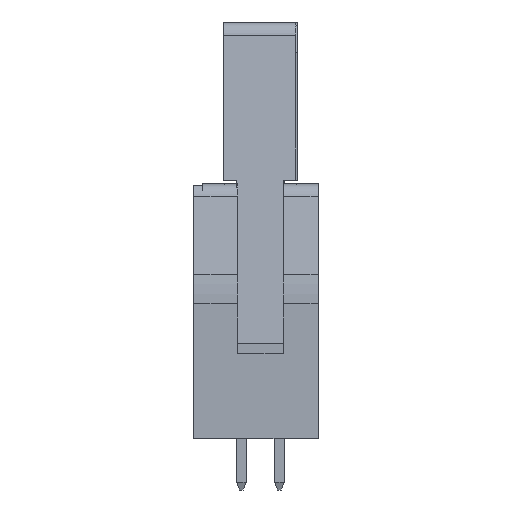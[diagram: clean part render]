
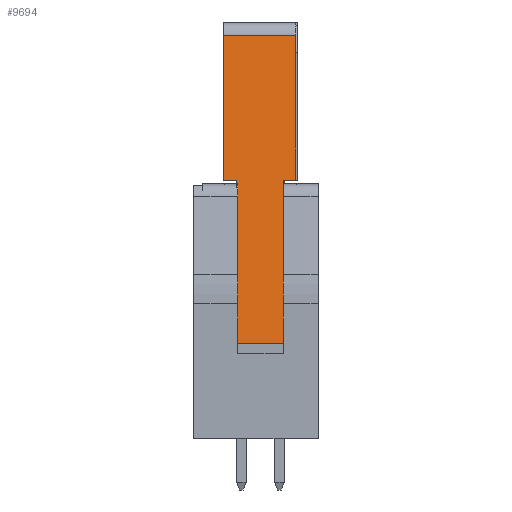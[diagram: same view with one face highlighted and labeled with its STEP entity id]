
A CAD part, left-side view. The second image highlights one B-rep face of the part: STEP entity #9694.
In plain terms, the highlighted face is planar.
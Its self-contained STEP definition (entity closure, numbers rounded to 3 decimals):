
#2800=ORIENTED_EDGE('',*,*,#4301,.T.);
#2801=ORIENTED_EDGE('',*,*,#4302,.F.);
#2802=ORIENTED_EDGE('',*,*,#4303,.T.);
#2803=ORIENTED_EDGE('',*,*,#4304,.T.);
#2804=ORIENTED_EDGE('',*,*,#4305,.F.);
#2805=ORIENTED_EDGE('',*,*,#4306,.F.);
#2806=ORIENTED_EDGE('',*,*,#4307,.T.);
#2807=ORIENTED_EDGE('',*,*,#4308,.F.);
#4301=EDGE_CURVE('',#5256,#5257,#6525,.T.);
#4302=EDGE_CURVE('',#5258,#5257,#6526,.T.);
#4303=EDGE_CURVE('',#5258,#5259,#6527,.F.);
#4304=EDGE_CURVE('',#5259,#5260,#6528,.T.);
#4305=EDGE_CURVE('',#5261,#5260,#6529,.T.);
#4306=EDGE_CURVE('',#5262,#5261,#6530,.T.);
#4307=EDGE_CURVE('',#5262,#5263,#6531,.T.);
#4308=EDGE_CURVE('',#5256,#5263,#6532,.T.);
#5256=VERTEX_POINT('',#15146);
#5257=VERTEX_POINT('',#15147);
#5258=VERTEX_POINT('',#15149);
#5259=VERTEX_POINT('',#15151);
#5260=VERTEX_POINT('',#15153);
#5261=VERTEX_POINT('',#15155);
#5262=VERTEX_POINT('',#15157);
#5263=VERTEX_POINT('',#15159);
#6525=LINE('',#15145,#7823);
#6526=LINE('',#15148,#7824);
#6527=LINE('',#15150,#7825);
#6528=LINE('',#15152,#7826);
#6529=LINE('',#15154,#7827);
#6530=LINE('',#15156,#7828);
#6531=LINE('',#15158,#7829);
#6532=LINE('',#15160,#7830);
#7823=VECTOR('',#12352,1000.);
#7824=VECTOR('',#12353,1000.);
#7825=VECTOR('',#12354,1000.);
#7826=VECTOR('',#12355,1000.);
#7827=VECTOR('',#12356,1000.);
#7828=VECTOR('',#12357,1000.);
#7829=VECTOR('',#12358,1000.);
#7830=VECTOR('',#12359,1000.);
#8368=EDGE_LOOP('',(#2800,#2801,#2802,#2803,#2804,#2805,#2806,#2807));
#8870=FACE_BOUND('',#8368,.T.);
#9282=PLANE('',#10205);
#9694=ADVANCED_FACE('',(#8870),#9282,.T.);
#10205=AXIS2_PLACEMENT_3D('',#15144,#12350,#12351);
#12350=DIRECTION('',(0.993,0.,0.117));
#12351=DIRECTION('',(0.117,0.,-0.993));
#12352=DIRECTION('',(0.,1.,0.));
#12353=DIRECTION('',(0.117,0.,-0.993));
#12354=DIRECTION('',(0.,1.,0.));
#12355=DIRECTION('',(0.117,0.,-0.993));
#12356=DIRECTION('',(0.,-1.,0.));
#12357=DIRECTION('',(-0.117,0.,0.993));
#12358=DIRECTION('',(0.,1.,0.));
#12359=DIRECTION('',(0.117,0.,-0.993));
#15144=CARTESIAN_POINT('',(2.,-2.4,14.274));
#15145=CARTESIAN_POINT('',(3.364,1.57,2.738));
#15146=CARTESIAN_POINT('',(3.364,1.57,2.738));
#15147=CARTESIAN_POINT('',(3.364,2.4,2.738));
#15148=CARTESIAN_POINT('',(2.,2.4,14.274));
#15149=CARTESIAN_POINT('',(2.221,2.4,12.403));
#15150=CARTESIAN_POINT('',(2.221,-2.4,12.403));
#15151=CARTESIAN_POINT('',(2.221,-2.4,12.403));
#15152=CARTESIAN_POINT('',(2.,-2.4,14.274));
#15153=CARTESIAN_POINT('',(3.364,-2.4,2.738));
#15154=CARTESIAN_POINT('',(3.364,-1.57,2.738));
#15155=CARTESIAN_POINT('',(3.364,-1.57,2.738));
#15156=CARTESIAN_POINT('',(3.364,-1.57,2.738));
#15157=CARTESIAN_POINT('',(4.65,-1.57,-8.145));
#15158=CARTESIAN_POINT('',(4.65,-2.4,-8.145));
#15159=CARTESIAN_POINT('',(4.65,1.57,-8.145));
#15160=CARTESIAN_POINT('',(3.364,1.57,2.738));
